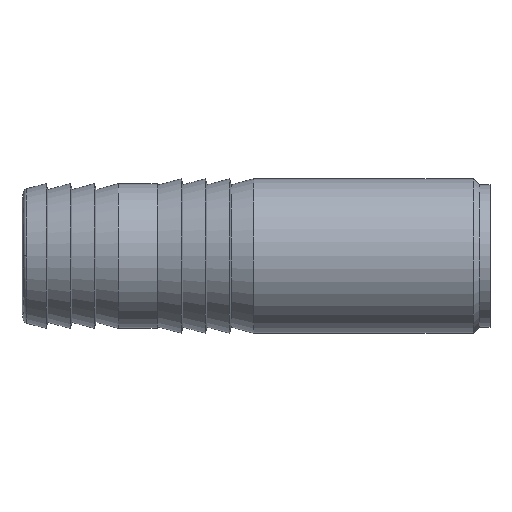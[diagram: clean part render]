
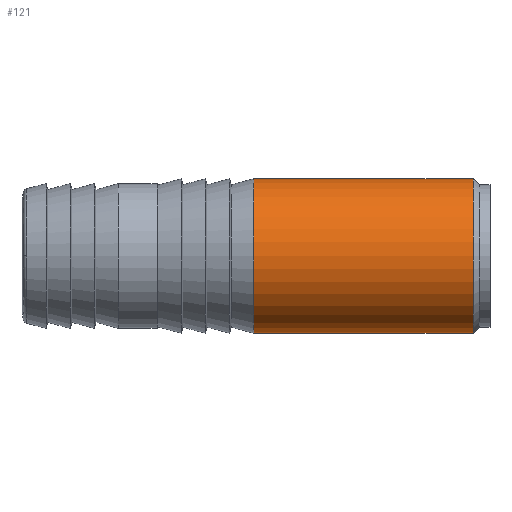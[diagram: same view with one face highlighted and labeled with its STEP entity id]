
A CAD part, top view. The second image highlights one B-rep face of the part: STEP entity #121.
In plain terms, the highlighted cylindrical face has radius 16 mm (diameter 32 mm), a partial arc.
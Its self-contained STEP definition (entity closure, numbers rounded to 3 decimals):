
#121=ADVANCED_FACE('',(#253),#254,.T.);
#253=FACE_OUTER_BOUND('',#395,.T.);
#254=CYLINDRICAL_SURFACE('',#396,16.0);
#395=EDGE_LOOP('',(#668,#669,#670,#671));
#396=AXIS2_PLACEMENT_3D('',#672,#673,#674);
#668=ORIENTED_EDGE('',*,*,#889,.T.);
#669=ORIENTED_EDGE('',*,*,#896,.F.);
#670=ORIENTED_EDGE('',*,*,#890,.T.);
#671=ORIENTED_EDGE('',*,*,#928,.T.);
#672=CARTESIAN_POINT('',(22.25,0.0,0.0));
#673=DIRECTION('',(-1.0,0.,0.0));
#674=DIRECTION('',(0.,-1.0,0.0));
#889=EDGE_CURVE('',#1054,#1061,#1062,.T.);
#890=EDGE_CURVE('',#1063,#1057,#1064,.T.);
#896=EDGE_CURVE('',#1063,#1061,#1072,.T.);
#928=EDGE_CURVE('',#1057,#1054,#1115,.T.);
#1054=VERTEX_POINT('',#1269);
#1057=VERTEX_POINT('',#1273);
#1061=VERTEX_POINT('',#1278);
#1062=LINE('',#1279,#1280);
#1063=VERTEX_POINT('',#1281);
#1064=LINE('',#1282,#1283);
#1072=CIRCLE('',#1293,16.0);
#1115=CIRCLE('',#1342,16.0);
#1269=CARTESIAN_POINT('',(-0.5,-16.0,0.));
#1273=CARTESIAN_POINT('',(-0.5,16.0,0.));
#1278=CARTESIAN_POINT('',(45.0,-16.0,0.));
#1279=CARTESIAN_POINT('',(22.25,-16.0,0.));
#1280=VECTOR('',#1484,1.0);
#1281=CARTESIAN_POINT('',(45.0,16.0,0.));
#1282=CARTESIAN_POINT('',(22.25,16.0,0.));
#1283=VECTOR('',#1485,1.0);
#1293=AXIS2_PLACEMENT_3D('',#1494,#1495,#1496);
#1342=AXIS2_PLACEMENT_3D('',#1548,#1549,#1550);
#1484=DIRECTION('',(1.0,0.,-0.0));
#1485=DIRECTION('',(-1.0,0.,-0.0));
#1494=CARTESIAN_POINT('',(45.0,0.0,0.0));
#1495=DIRECTION('',(1.0,0.0,0.0));
#1496=DIRECTION('',(0.0,-1.0,0.0));
#1548=CARTESIAN_POINT('',(-0.5,0.,0.0));
#1549=DIRECTION('',(1.0,0.0,0.0));
#1550=DIRECTION('',(0.0,-1.0,0.0));
